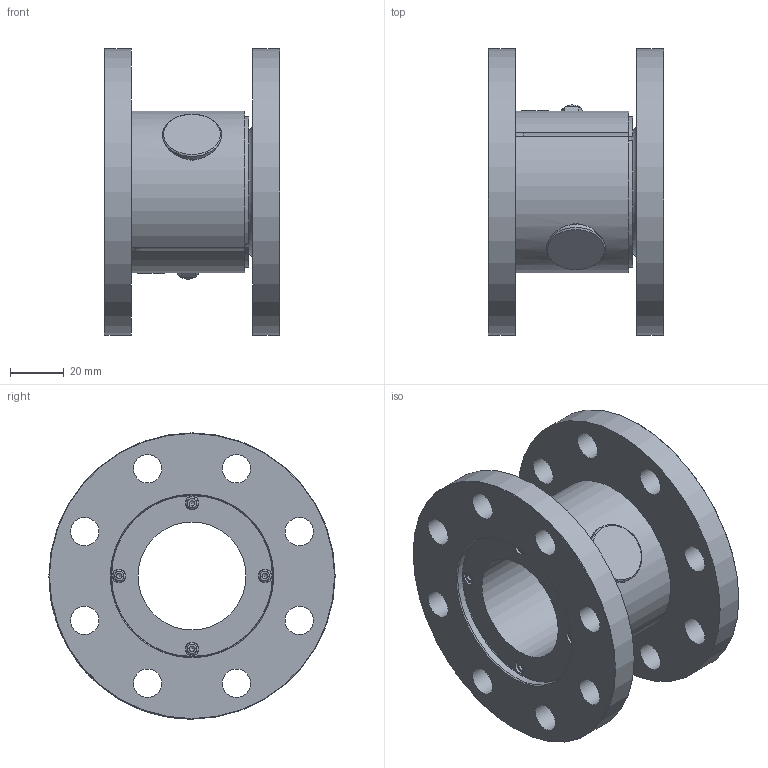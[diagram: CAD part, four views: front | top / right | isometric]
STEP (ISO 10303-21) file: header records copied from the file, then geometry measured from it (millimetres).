
FILE_DESCRIPTION (( 'STEP AP214' ), '1' );
FILE_NAME ('125-113-000-011_EF.STEP', '2020-09-17T11:52:42', ( 'magroladmin' ), ( 'Hewlett-Packard Company' ), 'SwSTEP 2.0', 'SolidWorks 2020', '' );
FILE_SCHEMA (( 'AUTOMOTIVE_DESIGN' ));
Length unit declared in the file: millimetre
Products named in the file (1): 125-113-000-011_EF
Bounding box: 65 x 106 x 106 mm (x, y, z)
Surface area: 62668 mm2 (no closed solid volume)
Topology: 0 solids, 63 shells, 239 faces, 2522 edges, 2341 vertices
Faces by surface type: cylinder 114, plane 67, bspline 26, cone 23, torus 9
Full cylindrical faces by diameter (mm): 4 x1, 5 x4, 6.5 x1, 8.5 x2, 10.5 x16, 22 x2, 40 x1, 44.9 x1, 60 x2, 106 x2
Entity records: 39652 total; most frequent: CARTESIAN_POINT 23364, ORIENTED_EDGE 2711, EDGE_CURVE 2458, VERTEX_POINT 2327, B_SPLINE_CURVE_WITH_KNOTS 1814, DIRECTION 1436, AXIS2_PLACEMENT_3D 578, EDGE_LOOP 422
